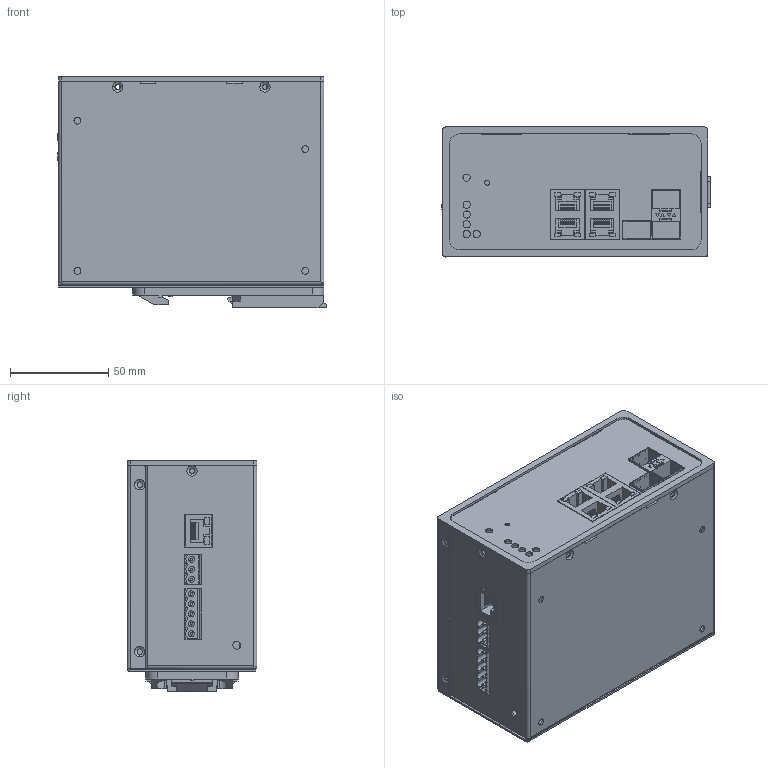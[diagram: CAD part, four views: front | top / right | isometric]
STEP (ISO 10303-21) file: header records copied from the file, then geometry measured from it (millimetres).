
FILE_DESCRIPTION((''),'2;1');
FILE_NAME('000-RUBY-3A_ASM_2_ASM_ASM','2022-07-21T',('jitianxu'),(''),'PRO/ENGINEER BY PARAMETRIC TECHNOLOGY CORPORATION, 2009360','PRO/ENGINEER BY PARAMETRIC TECHNOLOGY CORPORATION, 2009360','');
FILE_SCHEMA(('AUTOMOTIVE_DESIGN_CC2 { 1 2 10303 214 -1 1 5 2 }'));
Length unit declared in the file: millimetre
Products named in the file (22): SHANGGAIBAN-3000A_1_3A_1; SHANGGAIBAN-3000A_ASM_1_3A_ASM__ASM; DIBAN-3000A-HV_1_3A_1; DIBAN-3000A-HV_ASM_1_3A_ASM_2_A_ASM; MIANBANKUANG-3000A_1_3A_1; QIANMIANBAN-RUBY3_1_3A_1; 000SICOM3000A-RA_ASM_1_3A_ASM_2_ASM; PCB-3000A-ZHUBAN_ASM_3_ASM_3A_A_ASM; PCB-3000A-ZHUBAN_ASM_ASM_3A_ASM_ASM; PCB-HSRPRP_3A_ASM_1_ASM_ASM; 107022029-1-2RJ45-OPAL20-T__3A_; 102990206-1-2SFP-PUL__3A_1; LIANJIEQI1_10X10_3A_1; 107011511-5-508-JH-90_3A_1; 107011501-3-508-JH-90_3A_1; 107022026-1-1RJ45-XM_3A_1; 102990201-1-1SFP-PUL_3A_1; BASE_MODEL_DEFAULT_1_1; SLIP_3_DEFAULT_1_1; PRODUCT_16742_ASM_1_ASM_1_ASM; __ASM_1_ASM_1_ASM; 000-RUBY-3A_ASM_2_ASM_ASM
Assembly tree (22 placements, depth 4):
  000-RUBY-3A_ASM_2_ASM_ASM
    000SICOM3000A-RA_ASM_1_3A_ASM_2_ASM
      SHANGGAIBAN-3000A_ASM_1_3A_ASM__ASM
        SHANGGAIBAN-3000A_1_3A_1
      DIBAN-3000A-HV_ASM_1_3A_ASM_2_A_ASM
        DIBAN-3000A-HV_1_3A_1
      MIANBANKUANG-3000A_1_3A_1
      QIANMIANBAN-RUBY3_1_3A_1
    PCB-HSRPRP_3A_ASM_1_ASM_ASM
      PCB-3000A-ZHUBAN_ASM_ASM_3A_ASM_ASM
        PCB-3000A-ZHUBAN_ASM_3_ASM_3A_A_ASM
    107022029-1-2RJ45-OPAL20-T__3A_  x2
    102990206-1-2SFP-PUL__3A_1
    LIANJIEQI1_10X10_3A_1
    107011511-5-508-JH-90_3A_1
    107011501-3-508-JH-90_3A_1
    107022026-1-1RJ45-XM_3A_1
    102990201-1-1SFP-PUL_3A_1
    __ASM_1_ASM_1_ASM
      PRODUCT_16742_ASM_1_ASM_1_ASM
        BASE_MODEL_DEFAULT_1_1
        SLIP_3_DEFAULT_1_1
Bounding box: 136.7 x 66 x 118 mm (x, y, z)
Volume: 123078.4 mm3; surface area: 172042.8 mm2
Topology: 14 solids, 20 shells, 2217 faces, 6276 edges, 4204 vertices
Faces by surface type: plane 1652, cylinder 527, cone 30, bspline 8
Entity records: 75686 total; most frequent: CARTESIAN_POINT 12811, ORIENTED_EDGE 11856, DIRECTION 11468, EDGE_CURVE 5940, VECTOR 4556, LINE 4556, VERTEX_POINT 3980, AXIS2_PLACEMENT_3D 3456
